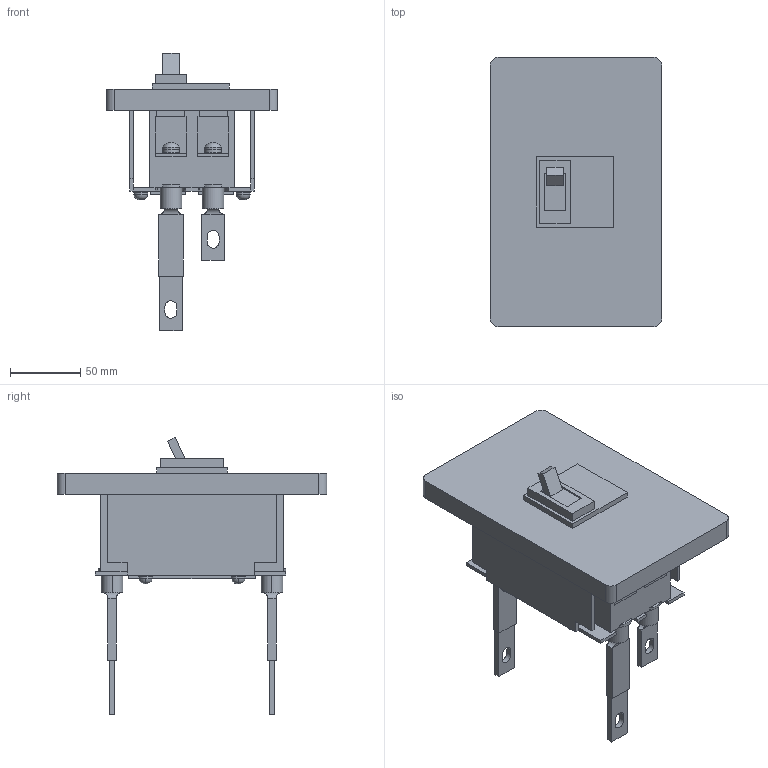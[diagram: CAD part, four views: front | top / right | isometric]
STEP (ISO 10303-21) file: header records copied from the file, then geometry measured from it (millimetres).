
FILE_DESCRIPTION (( 'STEP AP214' ), '1' );
FILE_NAME ('PS125NF2P50.STEP', '2023-03-01T01:24:20', ( 'CAD' ), ( '' ), 'SwSTEP 2.0', 'SolidWorks 2015', '' );
FILE_SCHEMA (( 'AUTOMOTIVE_DESIGN' ));
Length unit declared in the file: millimetre
Products named in the file (1): PS125NF2P50
Bounding box: 122 x 192 x 197.5 mm (x, y, z)
Volume: 859187.9 mm3; surface area: 169044 mm2
Topology: 32 solids, 32 shells, 335 faces, 756 edges, 484 vertices
Faces by surface type: plane 231, cylinder 88, torus 16
Entity records: 11527 total; most frequent: CARTESIAN_POINT 1880, DIRECTION 1556, ORIENTED_EDGE 1480, EDGE_CURVE 740, VECTOR 564, LINE 564, AXIS2_PLACEMENT_3D 496, VERTEX_POINT 484
